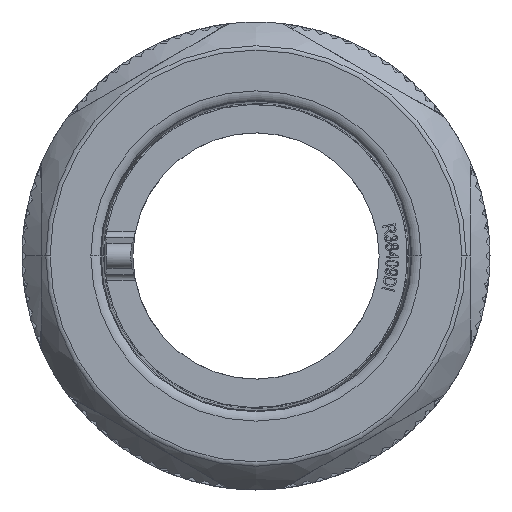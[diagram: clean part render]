
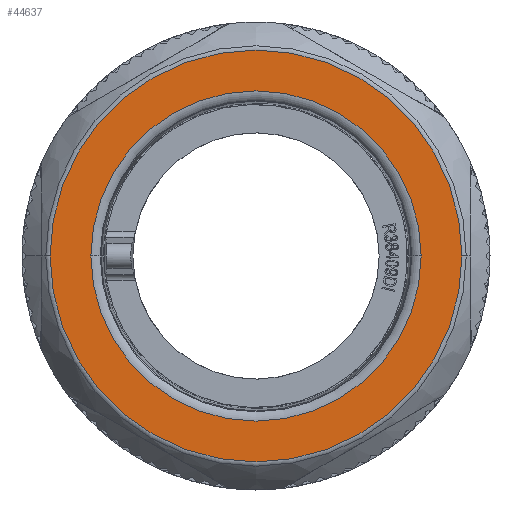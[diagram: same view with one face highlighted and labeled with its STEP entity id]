
A CAD part, left-side view. The second image highlights one B-rep face of the part: STEP entity #44637.
In plain terms, the highlighted planar face has unit normal (-1, 0, 0).
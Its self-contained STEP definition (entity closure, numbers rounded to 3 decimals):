
#135 = CARTESIAN_POINT ( 'NONE',  ( -29.291, 32.614, 0. ) ) ;
#4110 = PLANE ( 'NONE',  #29109 ) ;
#4680 = CIRCLE ( 'NONE', #45287, 32.614 ) ;
#6199 = ORIENTED_EDGE ( 'NONE', *, *, #28544, .T. ) ;
#8128 = AXIS2_PLACEMENT_3D ( 'NONE', #52289, #47542, #15282 ) ;
#10960 = VERTEX_POINT ( 'NONE', #34587 ) ;
#11476 = DIRECTION ( 'NONE',  ( 1., 0., 0. ) ) ;
#13522 = CARTESIAN_POINT ( 'NONE',  ( -29.291, -26.15, 0. ) ) ;
#14494 = CIRCLE ( 'NONE', #8128, 26.15 ) ;
#14912 = CARTESIAN_POINT ( 'NONE',  ( -29.291, 26.15, 0. ) ) ;
#15282 = DIRECTION ( 'NONE',  ( 0., 1., 0. ) ) ;
#16724 = CARTESIAN_POINT ( 'NONE',  ( -29.291, 0., 0. ) ) ;
#16969 = ORIENTED_EDGE ( 'NONE', *, *, #68223, .T. ) ;
#18162 = AXIS2_PLACEMENT_3D ( 'NONE', #21618, #11476, #38125 ) ;
#21618 = CARTESIAN_POINT ( 'NONE',  ( -29.291, 0., 0. ) ) ;
#25354 = DIRECTION ( 'NONE',  ( 0., 1., 0. ) ) ;
#28544 = EDGE_CURVE ( 'NONE', #10960, #46870, #69753, .T. ) ;
#29109 = AXIS2_PLACEMENT_3D ( 'NONE', #58368, #52677, #25354 ) ;
#30834 = DIRECTION ( 'NONE',  ( 0., 1., 0. ) ) ;
#31540 = EDGE_LOOP ( 'NONE', ( #37598, #43914 ) ) ;
#33214 = DIRECTION ( 'NONE',  ( 0., 1., 0. ) ) ;
#34587 = CARTESIAN_POINT ( 'NONE',  ( -29.291, -32.614, 0. ) ) ;
#34702 = EDGE_CURVE ( 'NONE', #57864, #64763, #14494, .T. ) ;
#37598 = ORIENTED_EDGE ( 'NONE', *, *, #39679, .T. ) ;
#38125 = DIRECTION ( 'NONE',  ( 0., 1., 0. ) ) ;
#39679 = EDGE_CURVE ( 'NONE', #64763, #57864, #40576, .T. ) ;
#40576 = CIRCLE ( 'NONE', #18162, 26.15 ) ;
#43422 = FACE_OUTER_BOUND ( 'NONE', #65629, .T. ) ;
#43914 = ORIENTED_EDGE ( 'NONE', *, *, #34702, .T. ) ;
#44637 = ADVANCED_FACE ( 'NONE', ( #43422, #47585 ), #4110, .F. ) ;
#45287 = AXIS2_PLACEMENT_3D ( 'NONE', #16724, #65577, #33214 ) ;
#46870 = VERTEX_POINT ( 'NONE', #135 ) ;
#47542 = DIRECTION ( 'NONE',  ( 1., 0., 0. ) ) ;
#47585 = FACE_BOUND ( 'NONE', #31540, .T. ) ;
#52289 = CARTESIAN_POINT ( 'NONE',  ( -29.291, 0., 0. ) ) ;
#52677 = DIRECTION ( 'NONE',  ( 1., 0., 0. ) ) ;
#57733 = CARTESIAN_POINT ( 'NONE',  ( -29.291, 0., 0. ) ) ;
#57864 = VERTEX_POINT ( 'NONE', #13522 ) ;
#58368 = CARTESIAN_POINT ( 'NONE',  ( -29.291, 0., 0. ) ) ;
#62924 = AXIS2_PLACEMENT_3D ( 'NONE', #57733, #63207, #30834 ) ;
#63207 = DIRECTION ( 'NONE',  ( -1., 0., 0. ) ) ;
#64763 = VERTEX_POINT ( 'NONE', #14912 ) ;
#65577 = DIRECTION ( 'NONE',  ( -1., 0., 0. ) ) ;
#65629 = EDGE_LOOP ( 'NONE', ( #16969, #6199 ) ) ;
#68223 = EDGE_CURVE ( 'NONE', #46870, #10960, #4680, .T. ) ;
#69753 = CIRCLE ( 'NONE', #62924, 32.614 ) ;
